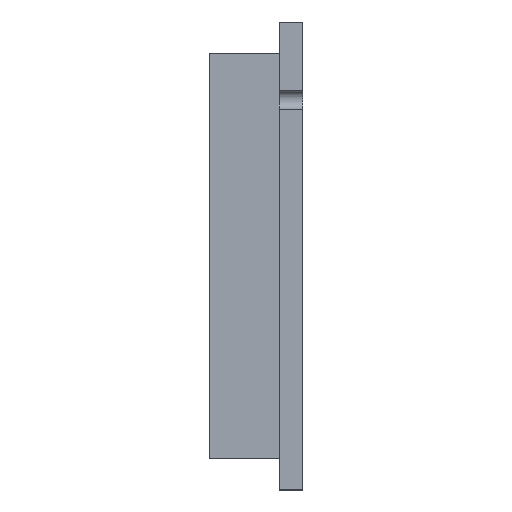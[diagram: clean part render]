
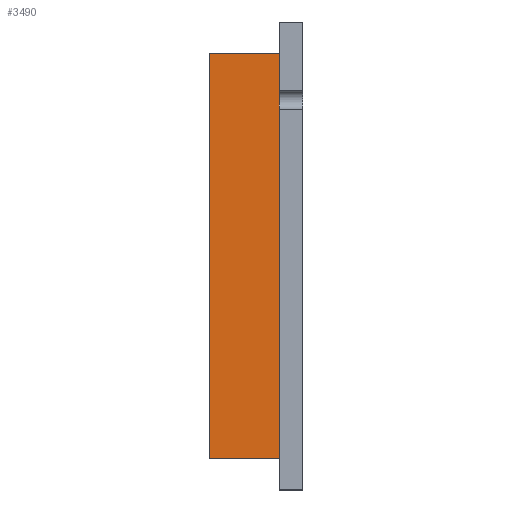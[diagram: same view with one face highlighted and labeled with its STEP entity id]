
A CAD part, left-side view. The second image highlights one B-rep face of the part: STEP entity #3490.
In plain terms, the highlighted planar face has unit normal (-1, 0, 0).
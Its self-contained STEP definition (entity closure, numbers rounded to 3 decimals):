
#68 = EDGE_LOOP ( 'NONE', ( #3723, #3811, #405, #2095 ) ) ;
#128 = EDGE_CURVE ( 'NONE', #1340, #2443, #1534, .T. ) ;
#200 = DIRECTION ( 'NONE',  ( 1., 0., 0. ) ) ;
#201 = DIRECTION ( 'NONE',  ( 0., -1., 0. ) ) ;
#270 = CARTESIAN_POINT ( 'NONE',  ( -6.3, 2.4, 5.2 ) ) ;
#374 = LINE ( 'NONE', #4436, #2788 ) ;
#405 = ORIENTED_EDGE ( 'NONE', *, *, #4045, .F. ) ;
#456 = EDGE_CURVE ( 'NONE', #2891, #2443, #3422, .T. ) ;
#828 = DIRECTION ( 'NONE',  ( 0., 0., -1. ) ) ;
#1280 = VECTOR ( 'NONE', #3951, 1000. ) ;
#1340 = VERTEX_POINT ( 'NONE', #270 ) ;
#1377 = DIRECTION ( 'NONE',  ( 0., 0., 1. ) ) ;
#1387 = CARTESIAN_POINT ( 'NONE',  ( -6.3, 0.6, 5.2 ) ) ;
#1534 = LINE ( 'NONE', #3944, #3477 ) ;
#1772 = AXIS2_PLACEMENT_3D ( 'NONE', #3314, #200, #828 ) ;
#1793 = CARTESIAN_POINT ( 'NONE',  ( -6.3, 2.4, -5.2 ) ) ;
#2095 = ORIENTED_EDGE ( 'NONE', *, *, #2689, .T. ) ;
#2241 = VERTEX_POINT ( 'NONE', #2336 ) ;
#2336 = CARTESIAN_POINT ( 'NONE',  ( -6.3, 2.4, -5.2 ) ) ;
#2338 = VECTOR ( 'NONE', #3241, 1000. ) ;
#2443 = VERTEX_POINT ( 'NONE', #1387 ) ;
#2461 = CARTESIAN_POINT ( 'NONE',  ( -6.3, 0.6, 5.2 ) ) ;
#2528 = PLANE ( 'NONE',  #1772 ) ;
#2689 = EDGE_CURVE ( 'NONE', #2241, #2891, #3258, .T. ) ;
#2788 = VECTOR ( 'NONE', #1377, 1000. ) ;
#2891 = VERTEX_POINT ( 'NONE', #3090 ) ;
#2955 = FACE_OUTER_BOUND ( 'NONE', #68, .T. ) ;
#3090 = CARTESIAN_POINT ( 'NONE',  ( -6.3, 0.6, -5.2 ) ) ;
#3241 = DIRECTION ( 'NONE',  ( 0., -1., 0. ) ) ;
#3258 = LINE ( 'NONE', #1793, #2338 ) ;
#3314 = CARTESIAN_POINT ( 'NONE',  ( -6.3, 2.4, 5.2 ) ) ;
#3422 = LINE ( 'NONE', #2461, #1280 ) ;
#3477 = VECTOR ( 'NONE', #201, 1000. ) ;
#3490 = ADVANCED_FACE ( 'NONE', ( #2955 ), #2528, .F. ) ;
#3723 = ORIENTED_EDGE ( 'NONE', *, *, #456, .T. ) ;
#3811 = ORIENTED_EDGE ( 'NONE', *, *, #128, .F. ) ;
#3944 = CARTESIAN_POINT ( 'NONE',  ( -6.3, 2.4, 5.2 ) ) ;
#3951 = DIRECTION ( 'NONE',  ( 0., 0., 1. ) ) ;
#4045 = EDGE_CURVE ( 'NONE', #2241, #1340, #374, .T. ) ;
#4436 = CARTESIAN_POINT ( 'NONE',  ( -6.3, 2.4, 5.2 ) ) ;
